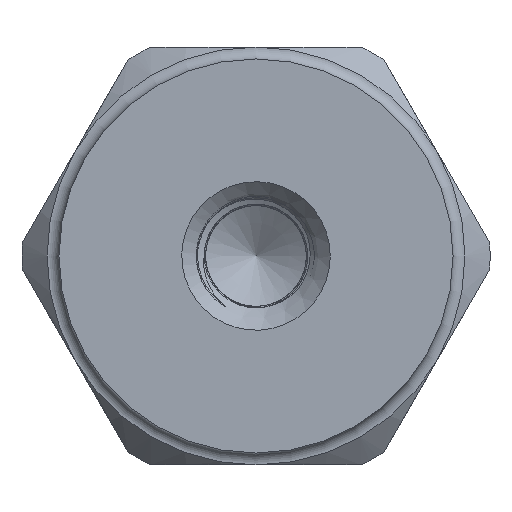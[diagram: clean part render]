
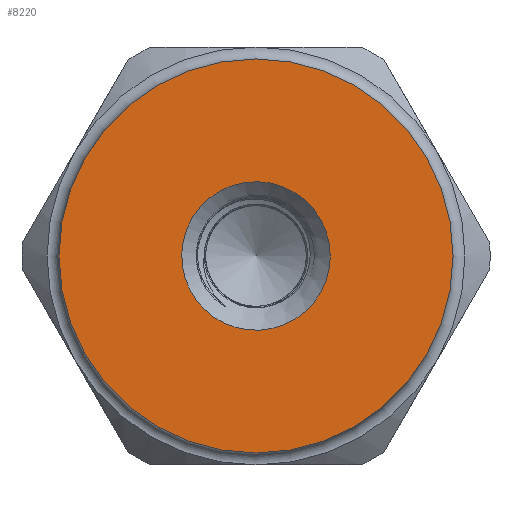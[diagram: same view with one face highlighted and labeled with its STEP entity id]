
A CAD part, front view. The second image highlights one B-rep face of the part: STEP entity #8220.
In plain terms, the highlighted planar face has unit normal (0, -1, 0).
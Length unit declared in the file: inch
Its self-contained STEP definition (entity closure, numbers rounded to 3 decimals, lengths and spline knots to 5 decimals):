
#115=FACE_BOUND('',#1495,.T.);
#867=FACE_OUTER_BOUND('',#1494,.T.);
#1494=EDGE_LOOP('',(#5820));
#1495=EDGE_LOOP('',(#5821));
#2712=CIRCLE('',#8811,0.1555);
#2731=CIRCLE('',#8844,0.4125);
#3502=VERTEX_POINT('',#20087);
#3533=VERTEX_POINT('',#20202);
#4263=EDGE_CURVE('',#3502,#3502,#2712,.T.);
#4307=EDGE_CURVE('',#3533,#3533,#2731,.T.);
#5820=ORIENTED_EDGE('',*,*,#4307,.T.);
#5821=ORIENTED_EDGE('',*,*,#4263,.F.);
#7300=PLANE('',#8843);
#8220=ADVANCED_FACE('',(#867,#115),#7300,.F.);
#8811=AXIS2_PLACEMENT_3D('',#20088,#10311,#10312);
#8843=AXIS2_PLACEMENT_3D('',#20201,#10387,#10388);
#8844=AXIS2_PLACEMENT_3D('',#20203,#10389,#10390);
#10311=DIRECTION('center_axis',(0.,-1.,0.));
#10312=DIRECTION('ref_axis',(-1.,0.,0.));
#10387=DIRECTION('center_axis',(0.,1.,0.));
#10388=DIRECTION('ref_axis',(0.,0.,1.));
#10389=DIRECTION('center_axis',(0.,-1.,0.));
#10390=DIRECTION('ref_axis',(-1.,0.,0.));
#20087=CARTESIAN_POINT('',(0.31169,-0.90089,0.));
#20088=CARTESIAN_POINT('Origin',(0.15619,-0.90089,0.));
#20201=CARTESIAN_POINT('Origin',(0.15619,-0.90089,0.));
#20202=CARTESIAN_POINT('',(0.56869,-0.90089,0.));
#20203=CARTESIAN_POINT('Origin',(0.15619,-0.90089,0.));
